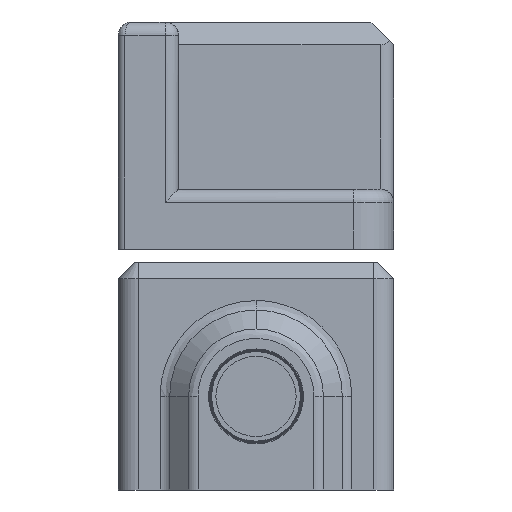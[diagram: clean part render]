
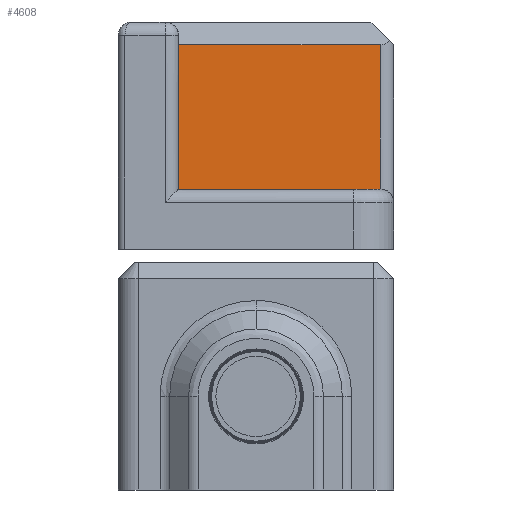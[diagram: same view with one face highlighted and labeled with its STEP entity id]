
A CAD part, front view. The second image highlights one B-rep face of the part: STEP entity #4608.
In plain terms, the highlighted face is planar.
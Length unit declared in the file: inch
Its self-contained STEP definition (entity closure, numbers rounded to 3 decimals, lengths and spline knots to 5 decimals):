
#415 = CARTESIAN_POINT ( 'NONE',  ( 0.22835, 2.51969, 0.17717 ) ) ;
#634 = AXIS2_PLACEMENT_3D ( 'NONE', #2969, #5606, #6176 ) ;
#841 = ORIENTED_EDGE ( 'NONE', *, *, #4764, .F. ) ;
#863 = VERTEX_POINT ( 'NONE', #415 ) ;
#928 = VECTOR ( 'NONE', #6257, 39.37008 ) ;
#947 = EDGE_CURVE ( 'NONE', #3360, #5984, #1611, .T. ) ;
#971 = CARTESIAN_POINT ( 'NONE',  ( -0.36614, 2.51969, 0.17717 ) ) ;
#1008 = ORIENTED_EDGE ( 'NONE', *, *, #4781, .F. ) ;
#1009 = CARTESIAN_POINT ( 'NONE',  ( -0.36614, 2.51969, 0.60236 ) ) ;
#1611 = LINE ( 'NONE', #971, #5468 ) ;
#2409 = DIRECTION ( 'NONE',  ( 1., 0., 0. ) ) ;
#2543 = CARTESIAN_POINT ( 'NONE',  ( -0.40551, 2.51969, 0.17717 ) ) ;
#2654 = CARTESIAN_POINT ( 'NONE',  ( 0.22835, 2.51969, 0.60236 ) ) ;
#2757 = FACE_OUTER_BOUND ( 'NONE', #4987, .T. ) ;
#2915 = LINE ( 'NONE', #5685, #3479 ) ;
#2969 = CARTESIAN_POINT ( 'NONE',  ( -0.40551, 2.51969, 0.17717 ) ) ;
#3002 = CARTESIAN_POINT ( 'NONE',  ( -0.36614, 2.51969, 0.17717 ) ) ;
#3048 = DIRECTION ( 'NONE',  ( 0., 0., 1. ) ) ;
#3360 = VERTEX_POINT ( 'NONE', #3002 ) ;
#3479 = VECTOR ( 'NONE', #3048, 39.37008 ) ;
#3591 = VERTEX_POINT ( 'NONE', #2654 ) ;
#3672 = LINE ( 'NONE', #5558, #6315 ) ;
#3911 = ORIENTED_EDGE ( 'NONE', *, *, #6750, .T. ) ;
#4518 = PLANE ( 'NONE',  #634 ) ;
#4608 = ADVANCED_FACE ( 'NONE', ( #2757 ), #4518, .F. ) ;
#4764 = EDGE_CURVE ( 'NONE', #3360, #863, #5123, .T. ) ;
#4781 = EDGE_CURVE ( 'NONE', #863, #3591, #2915, .T. ) ;
#4987 = EDGE_LOOP ( 'NONE', ( #841, #6463, #3911, #1008 ) ) ;
#5123 = LINE ( 'NONE', #2543, #928 ) ;
#5468 = VECTOR ( 'NONE', #5718, 39.37008 ) ;
#5558 = CARTESIAN_POINT ( 'NONE',  ( 0.22835, 2.51969, 0.60236 ) ) ;
#5606 = DIRECTION ( 'NONE',  ( 0., -1., 0. ) ) ;
#5685 = CARTESIAN_POINT ( 'NONE',  ( 0.22835, 2.51969, 0.17717 ) ) ;
#5718 = DIRECTION ( 'NONE',  ( 0., 0., 1. ) ) ;
#5984 = VERTEX_POINT ( 'NONE', #1009 ) ;
#6176 = DIRECTION ( 'NONE',  ( 0., 0., -1. ) ) ;
#6257 = DIRECTION ( 'NONE',  ( 1., 0., 0. ) ) ;
#6315 = VECTOR ( 'NONE', #2409, 39.37008 ) ;
#6463 = ORIENTED_EDGE ( 'NONE', *, *, #947, .T. ) ;
#6750 = EDGE_CURVE ( 'NONE', #5984, #3591, #3672, .T. ) ;
